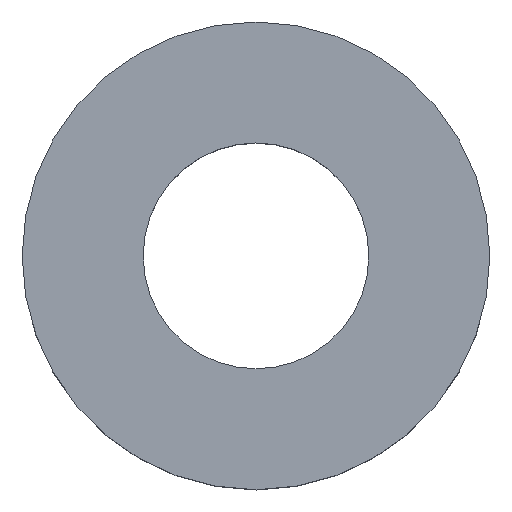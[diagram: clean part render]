
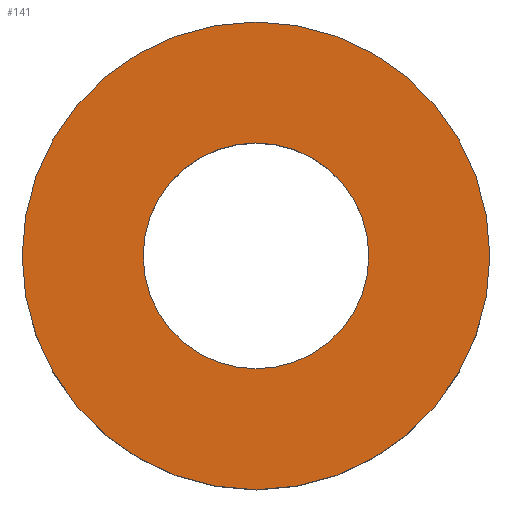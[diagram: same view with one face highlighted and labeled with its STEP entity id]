
A CAD part, top view. The second image highlights one B-rep face of the part: STEP entity #141.
In plain terms, the highlighted planar face has unit normal (0, 0, 1).
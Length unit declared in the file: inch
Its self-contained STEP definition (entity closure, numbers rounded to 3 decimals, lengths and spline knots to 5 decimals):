
#79=CARTESIAN_POINT('',(0.21875,0.,0.3125));
#80=VERTEX_POINT('',#79);
#81=CARTESIAN_POINT('',(0.0,0.0,0.3125));
#82=DIRECTION('',(0.0,0.0,-1.0));
#83=DIRECTION('',(-1.0,0.0,0.0));
#84=AXIS2_PLACEMENT_3D('',#81,#82,#83);
#85=CIRCLE('',#84,0.21875);
#86=EDGE_CURVE('',#80,#80,#85,.T.);
#107=CARTESIAN_POINT('',(0.45313,0.,0.3125));
#108=VERTEX_POINT('',#107);
#109=CARTESIAN_POINT('',(0.0,0.0,0.3125));
#110=DIRECTION('',(0.0,0.0,1.0));
#111=DIRECTION('',(-1.0,0.0,0.0));
#112=AXIS2_PLACEMENT_3D('',#109,#110,#111);
#113=CIRCLE('',#112,0.45313);
#114=EDGE_CURVE('',#108,#108,#113,.T.);
#130=CARTESIAN_POINT('',(0.,0.0,0.3125));
#131=DIRECTION('',(0.0,0.0,1.0));
#132=DIRECTION('',(1.0,0.0,0.0));
#133=AXIS2_PLACEMENT_3D('',#130,#131,#132);
#134=PLANE('',#133);
#135=ORIENTED_EDGE('',*,*,#114,.T.);
#136=EDGE_LOOP('',(#135));
#137=FACE_OUTER_BOUND('',#136,.T.);
#138=ORIENTED_EDGE('',*,*,#86,.T.);
#139=EDGE_LOOP('',(#138));
#140=FACE_BOUND('',#139,.T.);
#141=ADVANCED_FACE('',(#137,#140),#134,.T.);
